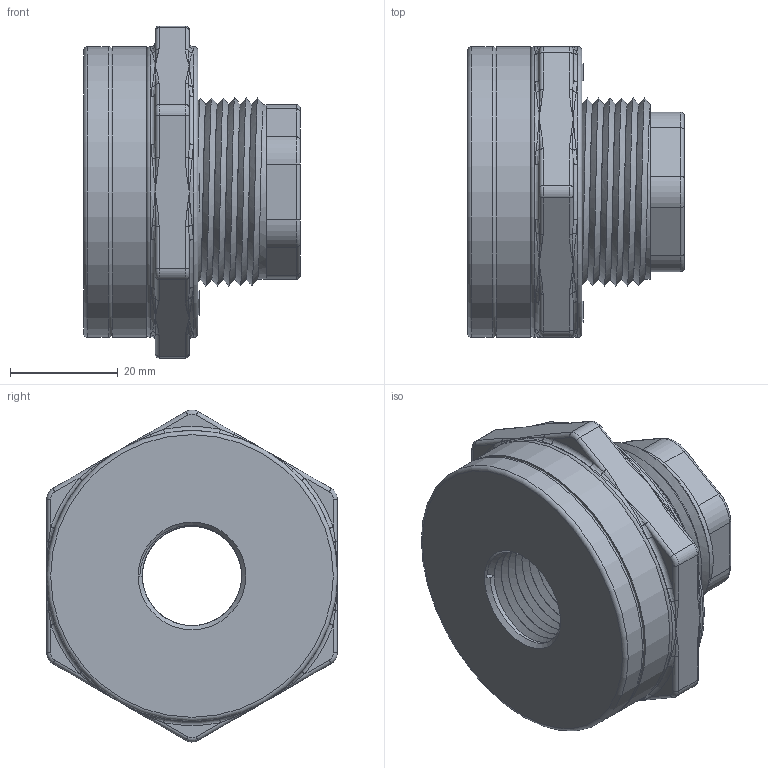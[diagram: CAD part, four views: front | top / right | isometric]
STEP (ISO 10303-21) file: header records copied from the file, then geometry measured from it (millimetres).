
FILE_DESCRIPTION((''),'2;1');
FILE_NAME('TF050SS.stp','2011-02-09T13:24:03',('mclevenger'),(''),'Autodesk Inventor 2011','Autodesk Inventor 2011','');
FILE_SCHEMA(('AUTOMOTIVE_DESIGN { 1 0 10303 214 1 1 1 1 }'));
Length unit declared in the file: inch
Products named in the file (4): TF050SS; TF051SS; TF053SS; TF138G
Assembly tree (3 placements, depth 2):
  TF050SS
    TF051SS
    TF053SS
    TF138G
Bounding box: 40.26 x 53.98 x 61.62 mm (x, y, z)
Volume: 22480.9 mm3; surface area: 24109.8 mm2
Topology: 2 solids, 3 shells, 349 faces, 914 edges, 537 vertices
Faces by surface type: plane 130, bspline 125, cylinder 55, torus 35, cone 4
Full cylindrical faces by diameter (mm): 18.433 x1, 34.925 x1, 36.513 x1, 53.975 x4
Entity records: 17638 total; most frequent: CARTESIAN_POINT 10219, ORIENTED_EDGE 1630, DIRECTION 1259, EDGE_CURVE 815, VERTEX_POINT 506, AXIS2_PLACEMENT_3D 444, EDGE_LOOP 385, VECTOR 371
